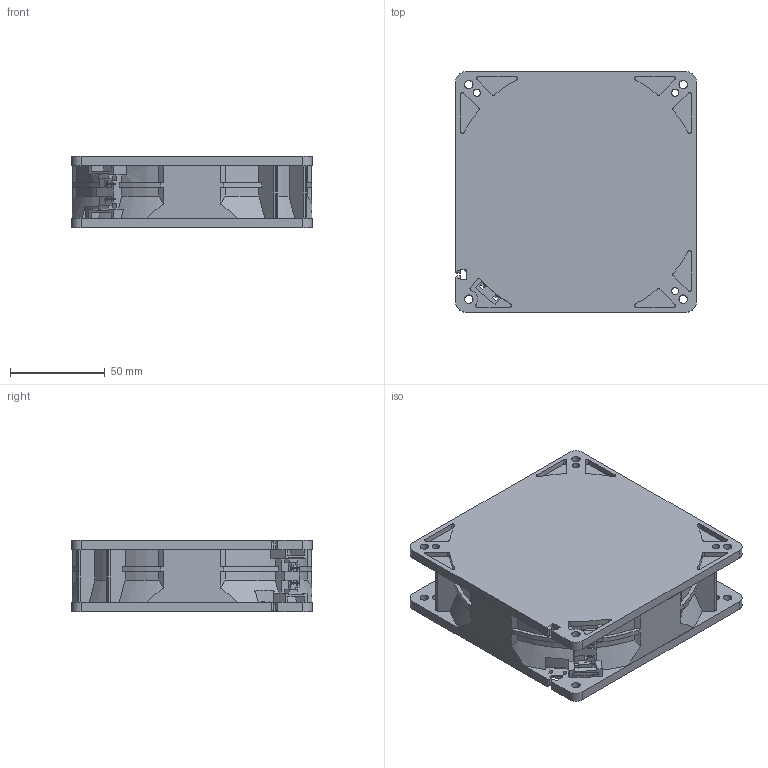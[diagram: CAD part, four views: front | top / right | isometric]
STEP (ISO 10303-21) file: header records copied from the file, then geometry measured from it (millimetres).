
FILE_DESCRIPTION((''),'2;1');
FILE_NAME('2091A','2007-07-02T',('janet.kuo'),(''),'PRO/ENGINEER BY PARAMETRIC TECHNOLOGY CORPORATION, 2004090','PRO/ENGINEER BY PARAMETRIC TECHNOLOGY CORPORATION, 2004090','');
FILE_SCHEMA(('CONFIG_CONTROL_DESIGN'));
Length unit declared in the file: millimetre
Products named in the file (1): 2091A
Bounding box: 127 x 127 x 38 mm (x, y, z)
Volume: 516470.7 mm3; surface area: 74628.4 mm2
Topology: 1 solids, 11 shells, 554 faces, 1592 edges, 1073 vertices
Faces by surface type: plane 279, cylinder 192, bspline 47, cone 27, extrusion 9
Entity records: 23360 total; most frequent: CARTESIAN_POINT 8928, ORIENTED_EDGE 3184, DIRECTION 2737, EDGE_CURVE 1592, VERTEX_POINT 1073, VECTOR 921, LINE 912, AXIS2_PLACEMENT_3D 908
